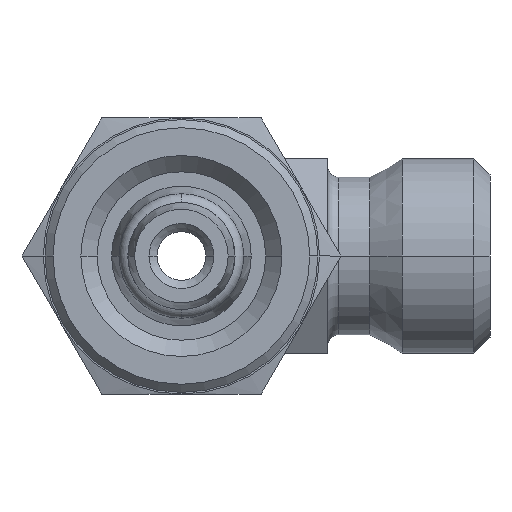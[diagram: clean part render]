
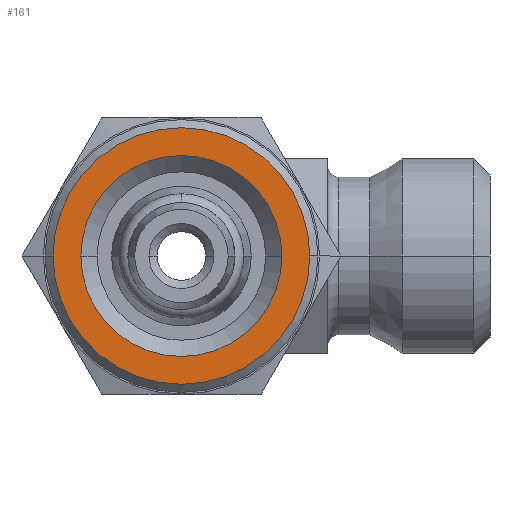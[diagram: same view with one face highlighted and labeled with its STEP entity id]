
A CAD part, front view. The second image highlights one B-rep face of the part: STEP entity #161.
In plain terms, the highlighted planar face has unit normal (0, -1, 0).
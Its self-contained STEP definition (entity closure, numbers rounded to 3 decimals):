
#161 = ADVANCED_FACE( '', ( #404, #405 ), #406, .T. );
#404 = FACE_BOUND( '', #731, .T. );
#405 = FACE_OUTER_BOUND( '', #732, .T. );
#406 = PLANE( '', #733 );
#731 = EDGE_LOOP( '', ( #1536, #1537 ) );
#732 = EDGE_LOOP( '', ( #1538, #1539 ) );
#733 = AXIS2_PLACEMENT_3D( '', #1540, #1541, #1542 );
#1536 = ORIENTED_EDGE( '', *, *, #2090, .T. );
#1537 = ORIENTED_EDGE( '', *, *, #2302, .T. );
#1538 = ORIENTED_EDGE( '', *, *, #2139, .T. );
#1539 = ORIENTED_EDGE( '', *, *, #2303, .T. );
#1540 = CARTESIAN_POINT( '', ( -3.95, -24.4, 0. ) );
#1541 = DIRECTION( '', ( 0., -1., 0. ) );
#1542 = DIRECTION( '', ( -1., 0., 0. ) );
#2090 = EDGE_CURVE( '', #2510, #2514, #2516, .T. );
#2139 = EDGE_CURVE( '', #2604, #2606, #2608, .T. );
#2302 = EDGE_CURVE( '', #2514, #2510, #2874, .T. );
#2303 = EDGE_CURVE( '', #2606, #2604, #2875, .T. );
#2510 = VERTEX_POINT( '', #3105 );
#2514 = VERTEX_POINT( '', #3110 );
#2516 = CIRCLE( '', #3113, 6.188 );
#2604 = VERTEX_POINT( '', #3257 );
#2606 = VERTEX_POINT( '', #3260 );
#2608 = CIRCLE( '', #3263, 7.9 );
#2874 = CIRCLE( '', #3646, 6.188 );
#2875 = CIRCLE( '', #3647, 7.9 );
#3105 = CARTESIAN_POINT( '', ( 6.188, -24.4, 0. ) );
#3110 = CARTESIAN_POINT( '', ( -6.188, -24.4, 0. ) );
#3113 = AXIS2_PLACEMENT_3D( '', #4147, #4148, #4149 );
#3257 = CARTESIAN_POINT( '', ( -7.9, -24.4, 0. ) );
#3260 = CARTESIAN_POINT( '', ( 7.9, -24.4, 0. ) );
#3263 = AXIS2_PLACEMENT_3D( '', #4238, #4239, #4240 );
#3646 = AXIS2_PLACEMENT_3D( '', #4493, #4494, #4495 );
#3647 = AXIS2_PLACEMENT_3D( '', #4496, #4497, #4498 );
#4147 = CARTESIAN_POINT( '', ( 0., -24.4, 0. ) );
#4148 = DIRECTION( '', ( 0., 1., 0. ) );
#4149 = DIRECTION( '', ( 1., 0., 0. ) );
#4238 = CARTESIAN_POINT( '', ( 0., -24.4, 0. ) );
#4239 = DIRECTION( '', ( 0., -1., 0. ) );
#4240 = DIRECTION( '', ( -1., 0., 0. ) );
#4493 = CARTESIAN_POINT( '', ( 0., -24.4, 0. ) );
#4494 = DIRECTION( '', ( 0., 1., 0. ) );
#4495 = DIRECTION( '', ( 1., 0., 0. ) );
#4496 = CARTESIAN_POINT( '', ( 0., -24.4, 0. ) );
#4497 = DIRECTION( '', ( 0., -1., 0. ) );
#4498 = DIRECTION( '', ( -1., 0., 0. ) );
